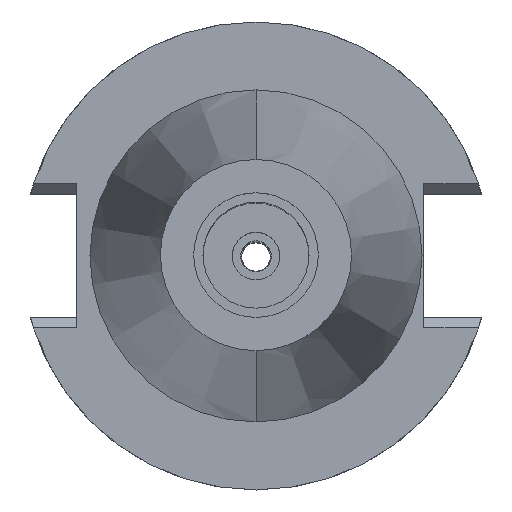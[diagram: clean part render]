
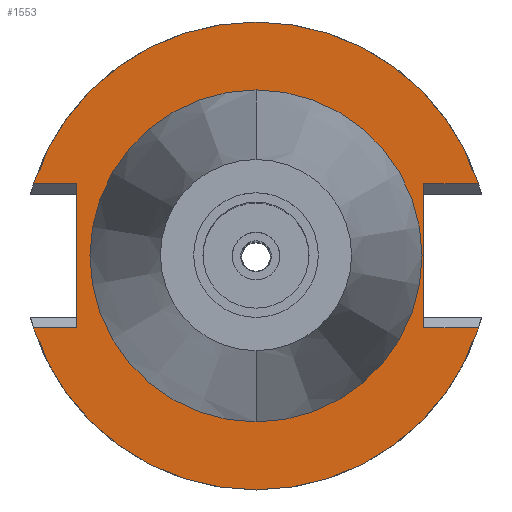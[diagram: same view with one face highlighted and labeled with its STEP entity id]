
A CAD part, top view. The second image highlights one B-rep face of the part: STEP entity #1553.
In plain terms, the highlighted planar face has unit normal (0, 0, 1).
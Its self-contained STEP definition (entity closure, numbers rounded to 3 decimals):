
#94=DIRECTION('',(0.,-1.,0.));
#95=VECTOR('',#94,30.31);
#96=CARTESIAN_POINT('',(35.27,15.155,-1.5));
#97=LINE('',#96,#95);
#101=DIRECTION('',(1.,0.,0.));
#102=VECTOR('',#101,11.551);
#103=CARTESIAN_POINT('',(35.27,-15.155,-1.5));
#104=LINE('',#103,#102);
#108=CARTESIAN_POINT('',(0.,0.,-1.5));
#109=DIRECTION('',(0.,0.,-1.));
#110=DIRECTION('',(0.951,-0.308,0.));
#111=AXIS2_PLACEMENT_3D('',#108,#109,#110);
#116=CARTESIAN_POINT('',(0.,0.,-1.5));
#117=DIRECTION('',(0.,0.,-1.));
#118=DIRECTION('',(0.,-1.,0.));
#119=AXIS2_PLACEMENT_3D('',#116,#117,#118);
#124=DIRECTION('',(0.,1.,0.));
#125=VECTOR('',#124,30.31);
#126=CARTESIAN_POINT('',(-37.68,-15.155,-1.5));
#127=LINE('',#126,#125);
#131=DIRECTION('',(-1.,0.,0.));
#132=VECTOR('',#131,9.141);
#133=CARTESIAN_POINT('',(-37.68,15.155,-1.5));
#134=LINE('',#133,#132);
#138=CARTESIAN_POINT('',(0.,0.,-1.5));
#139=DIRECTION('',(0.,0.,-1.));
#140=DIRECTION('',(-0.951,0.308,0.));
#141=AXIS2_PLACEMENT_3D('',#138,#139,#140);
#146=CARTESIAN_POINT('',(0.,0.,-1.5));
#147=DIRECTION('',(0.,0.,-1.));
#148=DIRECTION('',(0.,1.,0.));
#149=AXIS2_PLACEMENT_3D('',#146,#147,#148);
#154=CARTESIAN_POINT('',(0.,0.,-1.5));
#155=DIRECTION('',(0.,0.,1.));
#156=DIRECTION('',(0.,-1.,0.));
#157=AXIS2_PLACEMENT_3D('',#154,#155,#156);
#162=CARTESIAN_POINT('',(0.,0.,-1.5));
#163=DIRECTION('',(0.,0.,1.));
#164=DIRECTION('',(0.,1.,0.));
#165=AXIS2_PLACEMENT_3D('',#162,#163,#164);
#281=DIRECTION('',(1.,0.,0.));
#282=VECTOR('',#281,11.551);
#283=CARTESIAN_POINT('',(35.27,15.155,-1.5));
#284=LINE('',#283,#282);
#298=CARTESIAN_POINT('',(46.821,15.155,-1.5));
#561=DIRECTION('',(-1.,0.,0.));
#562=VECTOR('',#561,9.141);
#563=CARTESIAN_POINT('',(-37.68,-15.155,-1.5));
#564=LINE('',#563,#562);
#575=CARTESIAN_POINT('',(46.821,-15.155,-1.5));
#600=CARTESIAN_POINT('',(-46.821,-15.155,-1.5));
#1336=CARTESIAN_POINT('',(35.27,-15.155,-1.5));
#1337=VERTEX_POINT('',#1336);
#1338=CARTESIAN_POINT('',(35.27,15.155,-1.5));
#1339=VERTEX_POINT('',#1338);
#1379=CARTESIAN_POINT('',(-37.68,15.155,-1.5));
#1380=VERTEX_POINT('',#1379);
#1381=CARTESIAN_POINT('',(-37.68,-15.155,-1.5));
#1382=VERTEX_POINT('',#1381);
#1425=VERTEX_POINT('',#575);
#1426=VERTEX_POINT('',#600);
#1427=CARTESIAN_POINT('',(0.,-49.213,-1.5));
#1428=VERTEX_POINT('',#1427);
#1431=VERTEX_POINT('',#298);
#1432=CARTESIAN_POINT('',(0.,49.213,-1.5));
#1433=VERTEX_POINT('',#1432);
#1434=CARTESIAN_POINT('',(-46.821,15.155,-1.5));
#1435=VERTEX_POINT('',#1434);
#1436=CARTESIAN_POINT('',(0.,-34.925,-1.5));
#1437=CARTESIAN_POINT('',(0.,34.925,-1.5));
#1438=VERTEX_POINT('',#1436);
#1439=VERTEX_POINT('',#1437);
#1522=CARTESIAN_POINT('',(0.,0.,-1.5));
#1523=DIRECTION('',(0.,0.,-1.));
#1524=DIRECTION('',(0.,-1.,0.));
#1525=AXIS2_PLACEMENT_3D('',#1522,#1523,#1524);
#1526=PLANE('',#1525);
#1528=ORIENTED_EDGE('',*,*,#1527,.T.);
#1530=ORIENTED_EDGE('',*,*,#1529,.T.);
#1532=ORIENTED_EDGE('',*,*,#1531,.T.);
#1534=ORIENTED_EDGE('',*,*,#1533,.T.);
#1536=ORIENTED_EDGE('',*,*,#1535,.F.);
#1538=ORIENTED_EDGE('',*,*,#1537,.T.);
#1540=ORIENTED_EDGE('',*,*,#1539,.T.);
#1542=ORIENTED_EDGE('',*,*,#1541,.T.);
#1544=ORIENTED_EDGE('',*,*,#1543,.T.);
#1546=ORIENTED_EDGE('',*,*,#1545,.F.);
#1547=EDGE_LOOP('',(#1528,#1530,#1532,#1534,#1536,#1538,#1540,#1542,#1544,
#1546));
#1548=FACE_OUTER_BOUND('',#1547,.F.);
#1549=ORIENTED_EDGE('',*,*,#1501,.T.);
#1550=ORIENTED_EDGE('',*,*,#1517,.T.);
#1551=EDGE_LOOP('',(#1549,#1550));
#1552=FACE_BOUND('',#1551,.F.);
#112=CIRCLE('',#111,49.213);
#120=CIRCLE('',#119,49.213);
#142=CIRCLE('',#141,49.213);
#150=CIRCLE('',#149,49.213);
#158=CIRCLE('',#157,34.925);
#166=CIRCLE('',#165,34.925);
#1501=EDGE_CURVE('',#1438,#1439,#158,.T.);
#1517=EDGE_CURVE('',#1439,#1438,#166,.T.);
#1527=EDGE_CURVE('',#1339,#1337,#97,.T.);
#1529=EDGE_CURVE('',#1337,#1425,#104,.T.);
#1531=EDGE_CURVE('',#1425,#1428,#112,.T.);
#1533=EDGE_CURVE('',#1428,#1426,#120,.T.);
#1535=EDGE_CURVE('',#1382,#1426,#564,.T.);
#1537=EDGE_CURVE('',#1382,#1380,#127,.T.);
#1539=EDGE_CURVE('',#1380,#1435,#134,.T.);
#1541=EDGE_CURVE('',#1435,#1433,#142,.T.);
#1543=EDGE_CURVE('',#1433,#1431,#150,.T.);
#1545=EDGE_CURVE('',#1339,#1431,#284,.T.);
#1553=ADVANCED_FACE('',(#1548,#1552),#1526,.F.);
